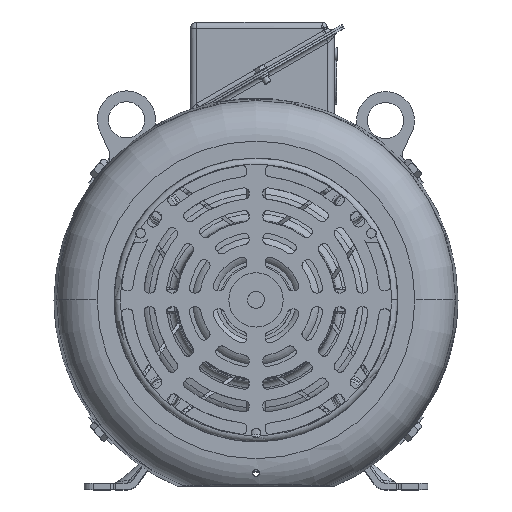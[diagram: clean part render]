
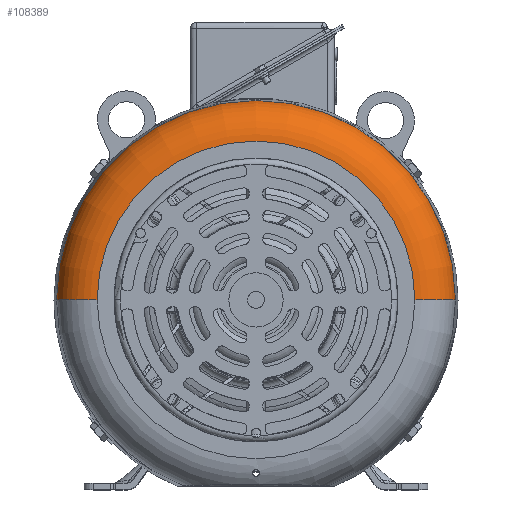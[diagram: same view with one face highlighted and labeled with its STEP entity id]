
A CAD part, top view. The second image highlights one B-rep face of the part: STEP entity #108389.
In plain terms, the highlighted toroidal (fillet/blend) face has major radius 111.446 mm and minor radius 28.448 mm.
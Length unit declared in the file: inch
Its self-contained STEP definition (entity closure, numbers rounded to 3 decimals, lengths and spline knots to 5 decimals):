
#519 = CARTESIAN_POINT ( 'NONE',  ( 4.38765, 0., -0.2043 ) ) ;
#6134 = VERTEX_POINT ( 'NONE', #107519 ) ;
#7228 = EDGE_LOOP ( 'NONE', ( #37815, #9416, #55348, #42109 ) ) ;
#8452 = DIRECTION ( 'NONE',  ( 1., 0., 0. ) ) ;
#9416 = ORIENTED_EDGE ( 'NONE', *, *, #85978, .T. ) ;
#9699 = CARTESIAN_POINT ( 'NONE',  ( 0., 0., -0.17498 ) ) ;
#12998 = TOROIDAL_SURFACE ( 'NONE', #120187, 4.38765, 1.12 ) ;
#18472 = AXIS2_PLACEMENT_3D ( 'NONE', #104120, #64833, #113316 ) ;
#19054 = DIRECTION ( 'NONE',  ( 0., 0., -1. ) ) ;
#19125 = CARTESIAN_POINT ( 'NONE',  ( 4.38765, 0., 0.9157 ) ) ;
#19494 = CARTESIAN_POINT ( 'NONE',  ( -4.38765, 0., -0.2043 ) ) ;
#21425 = CIRCLE ( 'NONE', #47237, 5.50726 ) ;
#37815 = ORIENTED_EDGE ( 'NONE', *, *, #101864, .F. ) ;
#42055 = CARTESIAN_POINT ( 'NONE',  ( -4.38765, 0., 0.9157 ) ) ;
#42109 = ORIENTED_EDGE ( 'NONE', *, *, #116765, .F. ) ;
#47237 = AXIS2_PLACEMENT_3D ( 'NONE', #9699, #139266, #81421 ) ;
#47698 = DIRECTION ( 'NONE',  ( 0., 1., 0. ) ) ;
#53381 = CIRCLE ( 'NONE', #98518, 1.12 ) ;
#55348 = ORIENTED_EDGE ( 'NONE', *, *, #137825, .T. ) ;
#64033 = CARTESIAN_POINT ( 'NONE',  ( 0., 0., -0.2043 ) ) ;
#64833 = DIRECTION ( 'NONE',  ( 0., 0., -1. ) ) ;
#69845 = CARTESIAN_POINT ( 'NONE',  ( -5.50726, 0., -0.17498 ) ) ;
#81421 = DIRECTION ( 'NONE',  ( -1., 0., 0. ) ) ;
#81493 = DIRECTION ( 'NONE',  ( 0., -1., 0. ) ) ;
#85978 = EDGE_CURVE ( 'NONE', #116594, #119928, #123105, .T. ) ;
#98113 = CIRCLE ( 'NONE', #18472, 4.38765 ) ;
#98207 = AXIS2_PLACEMENT_3D ( 'NONE', #19494, #47698, #112567 ) ;
#98518 = AXIS2_PLACEMENT_3D ( 'NONE', #519, #81493, #19054 ) ;
#101864 = EDGE_CURVE ( 'NONE', #116594, #6134, #21425, .T. ) ;
#103327 = DIRECTION ( 'NONE',  ( 0., 0., 1. ) ) ;
#104120 = CARTESIAN_POINT ( 'NONE',  ( 0., 0., 0.9157 ) ) ;
#107519 = CARTESIAN_POINT ( 'NONE',  ( 5.50726, 0., -0.17498 ) ) ;
#108389 = ADVANCED_FACE ( 'NONE', ( #124132 ), #12998, .T. ) ;
#112567 = DIRECTION ( 'NONE',  ( -1., 0., 0. ) ) ;
#113316 = DIRECTION ( 'NONE',  ( 1., 0., 0. ) ) ;
#116594 = VERTEX_POINT ( 'NONE', #69845 ) ;
#116765 = EDGE_CURVE ( 'NONE', #6134, #142431, #53381, .T. ) ;
#119928 = VERTEX_POINT ( 'NONE', #42055 ) ;
#120187 = AXIS2_PLACEMENT_3D ( 'NONE', #64033, #103327, #8452 ) ;
#123105 = CIRCLE ( 'NONE', #98207, 1.12 ) ;
#124132 = FACE_OUTER_BOUND ( 'NONE', #7228, .T. ) ;
#137825 = EDGE_CURVE ( 'NONE', #119928, #142431, #98113, .T. ) ;
#139266 = DIRECTION ( 'NONE',  ( 0., 0., -1. ) ) ;
#142431 = VERTEX_POINT ( 'NONE', #19125 ) ;
